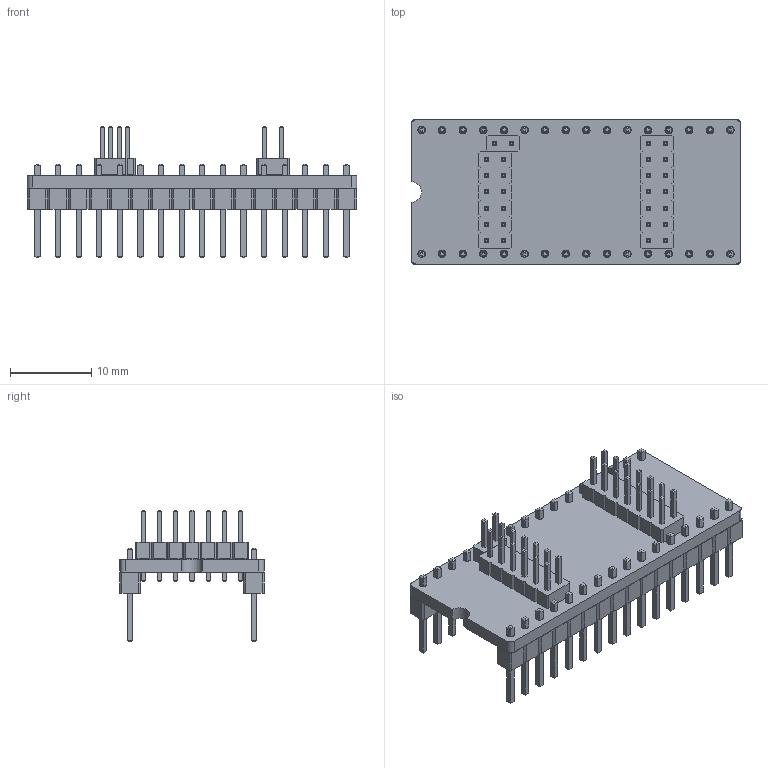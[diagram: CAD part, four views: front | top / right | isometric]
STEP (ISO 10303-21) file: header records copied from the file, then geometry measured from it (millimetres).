
FILE_DESCRIPTION(('KiCad electronic assembly'),'2;1');
FILE_NAME('4ROM_programming_adapter.step','2023-01-09T18:38:59',( 'Pcbnew'),('Kicad'),'Open CASCADE STEP processor 7.5', 'KiCad to STEP converter','Unknown');
FILE_SCHEMA(('AUTOMOTIVE_DESIGN { 1 0 10303 214 1 1 1 1 }'));
Length unit declared in the file: millimetre
Products named in the file (10): 4ROM_programming_adapter 1; PinHeader_2x07_P2.00mm_Vertical; SOLID; PinHeader_2x06_P2.00mm_Vertical; PinHeader_2x01_P2.00mm_Vertical; PinHeader_1x16_P2.54mm_Vertical; _autosave-4ROM_programming_adapter PCB
Assembly tree (10 placements, depth 3):
  4ROM_programming_adapter 1
    PinHeader_2x07_P2.00mm_Vertical
      SOLID
    PinHeader_2x06_P2.00mm_Vertical
      SOLID
    PinHeader_2x01_P2.00mm_Vertical
      SOLID
    PinHeader_1x16_P2.54mm_Vertical  x2
      SOLID
    _autosave-4ROM_programming_adapter PCB
Bounding box: 40.64 x 17.78 x 16.27 mm (x, y, z)
Volume: 1996.9 mm3; surface area: 4161.8 mm2
Topology: 6 solids, 6 shells, 1448 faces, 3468 edges, 2152 vertices
Faces by surface type: plane 1383, cylinder 65
Full cylindrical faces by diameter (mm): 0.75 x28, 0.914 x32
Entity records: 69987 total; most frequent: CARTESIAN_POINT 10245, DIRECTION 9874, LINE 7342, VECTOR 7342, ORIENTED_EDGE 5068, PCURVE 5068, DEFINITIONAL_REPRESENTATION 5068, EDGE_CURVE 2534
